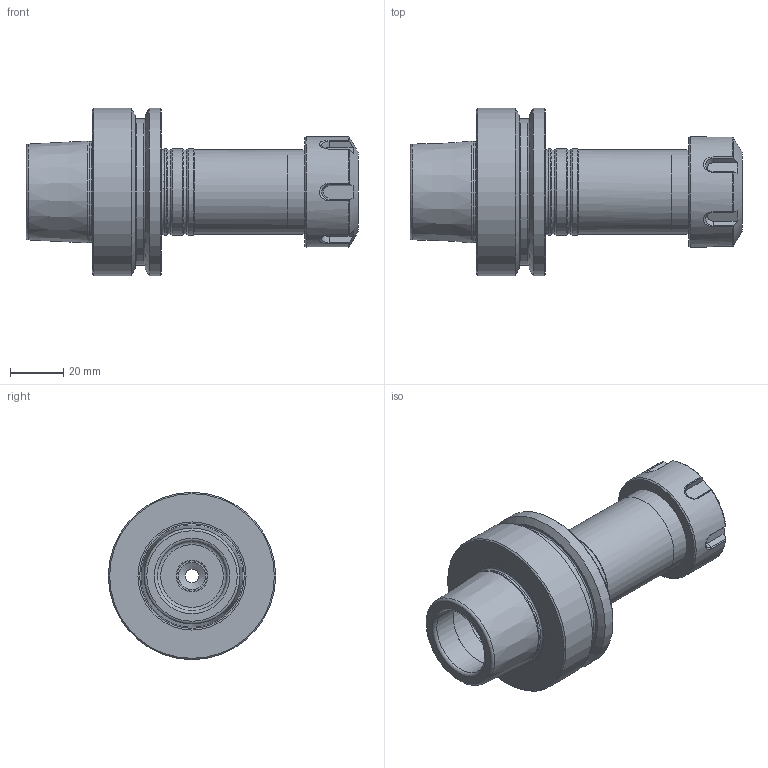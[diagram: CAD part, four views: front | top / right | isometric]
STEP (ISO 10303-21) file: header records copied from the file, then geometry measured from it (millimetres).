
FILE_DESCRIPTION(/* description */ ('Alibre Inc.'),/* implementation_level */ '2;1');
FILE_NAME(/* name */ 'export-37441DE8-CDEA-4ADE-AC02-EC4F46E71943',/* time_stamp */ '2022-01-24T15:39:26+01:00',/* author */ (''),/* organization */ (''),/* preprocessor_version */ 'ST-DEVELOPER v17',/* originating_system */ 'Alibre',/* authorisation */ '');
FILE_SCHEMA (('AUTOMOTIVE_DESIGN'));
Length unit declared in the file: millimetre
Products named in the file (3): 1
Bounding box: 125 x 63 x 63 mm (x, y, z)
Volume: 126100 mm3; surface area: 34472 mm2
Topology: 2 solids, 2 shells, 129 faces, 313 edges, 198 vertices
Faces by surface type: plane 44, cone 43, cylinder 23, torus 19
Full cylindrical faces by diameter (mm): 5 x1, 10.106 x1, 12 x1, 13 x1, 18 x1, 20.9 x1, 26 x3, 30.376 x1, 32 x3, 32.5 x5, 38.009 x1, 41.7 x1, 55 x1, 63 x2
Entity records: 3971 total; most frequent: CARTESIAN_POINT 934, ORIENTED_EDGE 626, DIRECTION 581, EDGE_CURVE 313, AXIS2_PLACEMENT_3D 268, VERTEX_POINT 198, EDGE_LOOP 143, FACE_BOUND 143
